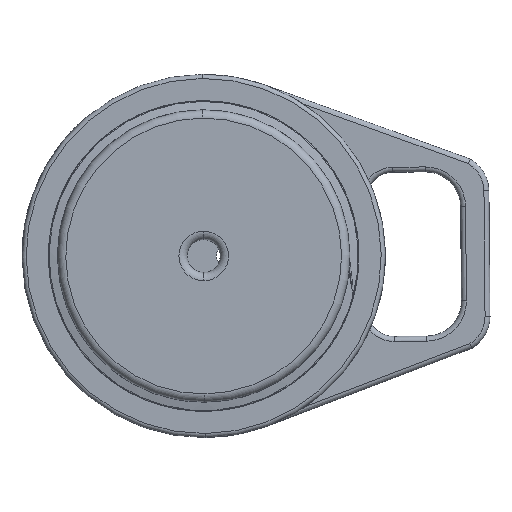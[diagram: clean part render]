
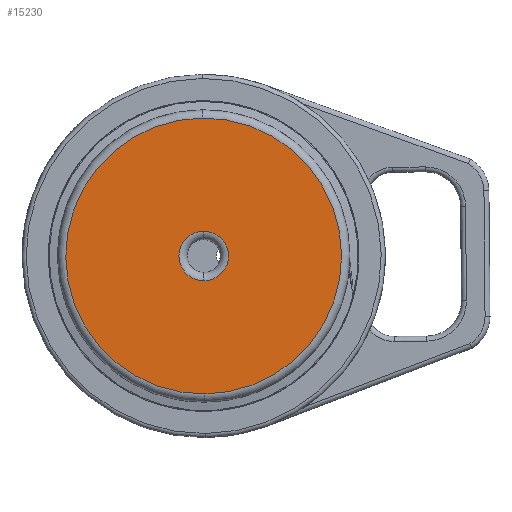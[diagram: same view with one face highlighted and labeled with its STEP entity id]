
A CAD part, front view. The second image highlights one B-rep face of the part: STEP entity #15230.
In plain terms, the highlighted planar face has unit normal (0, -1, 0).
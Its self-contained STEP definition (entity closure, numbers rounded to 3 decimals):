
#524 = CIRCLE ( 'NONE', #11178, 6. ) ;
#566 = CARTESIAN_POINT ( 'NONE',  ( 0., 0., 0. ) ) ;
#628 = CARTESIAN_POINT ( 'NONE',  ( 0., 0., 0. ) ) ;
#1666 = EDGE_LOOP ( 'NONE', ( #9991, #5175 ) ) ;
#2036 = DIRECTION ( 'NONE',  ( 0., 1., 0. ) ) ;
#2063 = FACE_OUTER_BOUND ( 'NONE', #9442, .T. ) ;
#2827 = EDGE_CURVE ( 'NONE', #12371, #7715, #7189, .T. ) ;
#3557 = VERTEX_POINT ( 'NONE', #12473 ) ;
#4233 = EDGE_CURVE ( 'NONE', #8516, #3557, #524, .T. ) ;
#4557 = ORIENTED_EDGE ( 'NONE', *, *, #17550, .T. ) ;
#4706 = DIRECTION ( 'NONE',  ( 0., 0., 1. ) ) ;
#5175 = ORIENTED_EDGE ( 'NONE', *, *, #4233, .T. ) ;
#5488 = CARTESIAN_POINT ( 'NONE',  ( 0., 0., 0. ) ) ;
#6492 = DIRECTION ( 'NONE',  ( 0., -1., 0. ) ) ;
#6570 = DIRECTION ( 'NONE',  ( 0., -1., 0. ) ) ;
#7189 = CIRCLE ( 'NONE', #15061, 33.4 ) ;
#7715 = VERTEX_POINT ( 'NONE', #10015 ) ;
#7946 = CARTESIAN_POINT ( 'NONE',  ( 0., 0., 0. ) ) ;
#8059 = EDGE_CURVE ( 'NONE', #3557, #8516, #17361, .T. ) ;
#8516 = VERTEX_POINT ( 'NONE', #13808 ) ;
#9137 = AXIS2_PLACEMENT_3D ( 'NONE', #5488, #18495, #15633 ) ;
#9308 = FACE_BOUND ( 'NONE', #1666, .T. ) ;
#9322 = ORIENTED_EDGE ( 'NONE', *, *, #2827, .T. ) ;
#9442 = EDGE_LOOP ( 'NONE', ( #4557, #9322 ) ) ;
#9991 = ORIENTED_EDGE ( 'NONE', *, *, #8059, .T. ) ;
#10015 = CARTESIAN_POINT ( 'NONE',  ( 0., 0., 33.4 ) ) ;
#10917 = DIRECTION ( 'NONE',  ( 0., 1., 0. ) ) ;
#11178 = AXIS2_PLACEMENT_3D ( 'NONE', #628, #10917, #18208 ) ;
#11549 = AXIS2_PLACEMENT_3D ( 'NONE', #7946, #2036, #13659 ) ;
#12156 = CIRCLE ( 'NONE', #13687, 33.4 ) ;
#12282 = CARTESIAN_POINT ( 'NONE',  ( 0., 0., 0. ) ) ;
#12371 = VERTEX_POINT ( 'NONE', #18649 ) ;
#12473 = CARTESIAN_POINT ( 'NONE',  ( 0., 0., 6. ) ) ;
#13659 = DIRECTION ( 'NONE',  ( 0., 0., 1. ) ) ;
#13687 = AXIS2_PLACEMENT_3D ( 'NONE', #566, #6492, #4706 ) ;
#13808 = CARTESIAN_POINT ( 'NONE',  ( 0., 0., -6. ) ) ;
#14794 = PLANE ( 'NONE',  #11549 ) ;
#15061 = AXIS2_PLACEMENT_3D ( 'NONE', #12282, #6570, #16728 ) ;
#15230 = ADVANCED_FACE ( 'NONE', ( #9308, #2063 ), #14794, .F. ) ;
#15633 = DIRECTION ( 'NONE',  ( 0., 0., 1. ) ) ;
#16728 = DIRECTION ( 'NONE',  ( 0., 0., 1. ) ) ;
#17361 = CIRCLE ( 'NONE', #9137, 6. ) ;
#17550 = EDGE_CURVE ( 'NONE', #7715, #12371, #12156, .T. ) ;
#18208 = DIRECTION ( 'NONE',  ( 0., 0., 1. ) ) ;
#18495 = DIRECTION ( 'NONE',  ( 0., 1., 0. ) ) ;
#18649 = CARTESIAN_POINT ( 'NONE',  ( 0., 0., -33.4 ) ) ;
